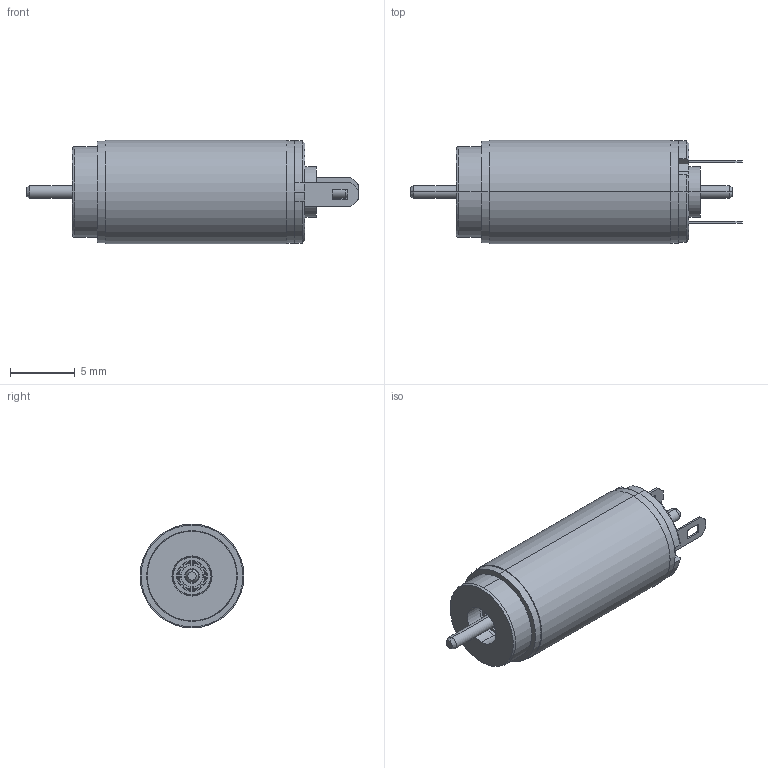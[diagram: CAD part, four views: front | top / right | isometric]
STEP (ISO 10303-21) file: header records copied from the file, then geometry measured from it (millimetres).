
FILE_DESCRIPTION(('STEP AP214'),'1');
FILE_NAME('cctmp_53DCE2BF-072E-4243-A609-55D80D70161D_2021_3_2_8_16_58_540..stp','2021-03-02T07:16:58',('maxon motor ag'),('CADClick - www.CADClick.com'),'Spatial InterOp 3D',' ','unknown authorization');
FILE_SCHEMA(('AUTOMOTIVE_DESIGN'));
Length unit declared in the file: millimetre
Products named in the file (8): 0
Assembly tree (7 placements, depth 2):
  (unnamed)
    0
    0
    0
    0
    0
    0
    0
Bounding box: 25.6 x 8 x 8 mm (x, y, z)
Volume: 629.3 mm3; surface area: 1097.3 mm2
Topology: 10 solids, 10 shells, 271 faces, 606 edges, 383 vertices
Faces by surface type: cylinder 115, plane 97, torus 36, cone 23
Entity records: 10133 total; most frequent: DIRECTION 1470, CARTESIAN_POINT 1292, ORIENTED_EDGE 1212, EDGE_CURVE 606, AXIS2_PLACEMENT_3D 597, VERTEX_POINT 383, EDGE_LOOP 319, CIRCLE 318
